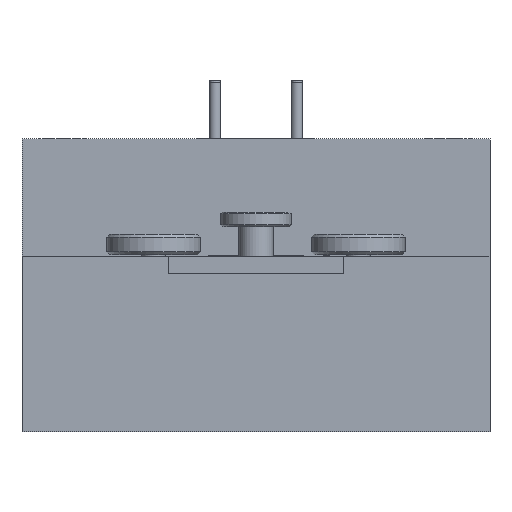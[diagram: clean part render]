
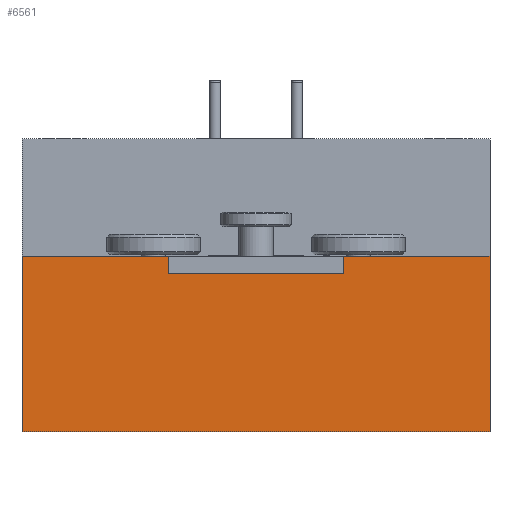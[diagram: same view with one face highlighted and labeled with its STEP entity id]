
A CAD part, front view. The second image highlights one B-rep face of the part: STEP entity #6561.
In plain terms, the highlighted planar face has unit normal (0, -1, 0).
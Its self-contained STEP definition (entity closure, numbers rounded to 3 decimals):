
#540=PLANE('',#7055);
#1114=FACE_OUTER_BOUND('',#1527,.T.);
#1527=EDGE_LOOP('',(#5641,#5642,#5643,#5644,#5645,#5646,#5647,#5648));
#2024=LINE('',#11141,#2534);
#2027=LINE('',#11147,#2537);
#2029=LINE('',#11152,#2539);
#2033=LINE('',#11159,#2543);
#2034=LINE('',#11162,#2544);
#2039=LINE('',#11176,#2549);
#2040=LINE('',#11178,#2550);
#2041=LINE('',#11179,#2551);
#2534=VECTOR('',#8059,10.);
#2537=VECTOR('',#8064,10.);
#2539=VECTOR('',#8068,10.);
#2543=VECTOR('',#8074,10.);
#2544=VECTOR('',#8077,10.);
#2549=VECTOR('',#8092,10.);
#2550=VECTOR('',#8093,10.);
#2551=VECTOR('',#8094,10.);
#3299=VERTEX_POINT('',#11135);
#3301=VERTEX_POINT('',#11139);
#3303=VERTEX_POINT('',#11145);
#3305=VERTEX_POINT('',#11150);
#3307=VERTEX_POINT('',#11157);
#3308=VERTEX_POINT('',#11161);
#3312=VERTEX_POINT('',#11175);
#3313=VERTEX_POINT('',#11177);
#4109=EDGE_CURVE('',#3299,#3301,#2024,.T.);
#4112=EDGE_CURVE('',#3301,#3303,#2027,.T.);
#4114=EDGE_CURVE('',#3305,#3303,#2029,.T.);
#4118=EDGE_CURVE('',#3305,#3307,#2033,.T.);
#4119=EDGE_CURVE('',#3307,#3308,#2034,.T.);
#4126=EDGE_CURVE('',#3308,#3312,#2039,.T.);
#4127=EDGE_CURVE('',#3313,#3312,#2040,.T.);
#4128=EDGE_CURVE('',#3299,#3313,#2041,.T.);
#5641=ORIENTED_EDGE('',*,*,#4118,.T.);
#5642=ORIENTED_EDGE('',*,*,#4119,.T.);
#5643=ORIENTED_EDGE('',*,*,#4126,.T.);
#5644=ORIENTED_EDGE('',*,*,#4127,.F.);
#5645=ORIENTED_EDGE('',*,*,#4128,.F.);
#5646=ORIENTED_EDGE('',*,*,#4109,.T.);
#5647=ORIENTED_EDGE('',*,*,#4112,.T.);
#5648=ORIENTED_EDGE('',*,*,#4114,.F.);
#6561=ADVANCED_FACE('',(#1114),#540,.T.);
#7055=AXIS2_PLACEMENT_3D('',#11174,#8090,#8091);
#8059=DIRECTION('',(1.,0.,0.));
#8064=DIRECTION('',(0.,0.,1.));
#8068=DIRECTION('',(1.,0.,0.));
#8074=DIRECTION('',(0.,0.,-1.));
#8077=DIRECTION('',(-1.,0.,0.));
#8090=DIRECTION('center_axis',(0.,-1.,0.));
#8091=DIRECTION('ref_axis',(1.,0.,0.));
#8092=DIRECTION('',(0.,0.,1.));
#8093=DIRECTION('',(1.,0.,0.));
#8094=DIRECTION('',(0.,0.,1.));
#11135=CARTESIAN_POINT('',(0.,0.,0.));
#11139=CARTESIAN_POINT('',(80.,0.,0.));
#11141=CARTESIAN_POINT('',(0.,0.,0.));
#11145=CARTESIAN_POINT('',(80.,0.,30.));
#11147=CARTESIAN_POINT('',(80.,0.,0.));
#11150=CARTESIAN_POINT('',(55.,0.,30.));
#11152=CARTESIAN_POINT('',(0.,0.,30.));
#11157=CARTESIAN_POINT('',(55.,0.,27.));
#11159=CARTESIAN_POINT('',(55.,0.,15.));
#11161=CARTESIAN_POINT('',(25.,0.,27.));
#11162=CARTESIAN_POINT('',(20.,0.,27.));
#11174=CARTESIAN_POINT('Origin',(0.,0.,0.));
#11175=CARTESIAN_POINT('',(25.,0.,30.));
#11176=CARTESIAN_POINT('',(25.,0.,15.));
#11177=CARTESIAN_POINT('',(0.,0.,30.));
#11178=CARTESIAN_POINT('',(0.,0.,30.));
#11179=CARTESIAN_POINT('',(0.,0.,0.));
